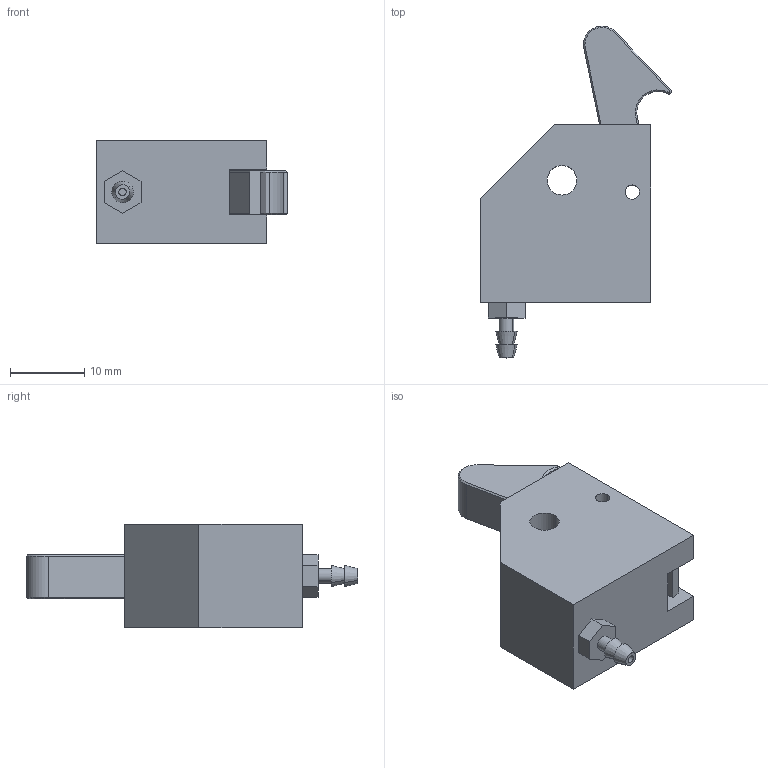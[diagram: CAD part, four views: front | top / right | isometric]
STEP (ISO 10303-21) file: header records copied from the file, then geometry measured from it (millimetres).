
FILE_DESCRIPTION (( 'STEP AP214' ), '1' );
FILE_NAME ('QSO10-3D-A.STEP', '2025-12-16T01:42:49', ( '' ), ( '' ), 'SwSTEP 2.0', 'SolidWorks 2024', '' );
FILE_SCHEMA (( 'AUTOMOTIVE_DESIGN' ));
Length unit declared in the file: millimetre
Products named in the file (4): QSO10-3D-A; ZZB3587 爪子; TJTM3 接头; 零件3
Assembly tree (3 placements, depth 2):
  QSO10-3D-A
    零件3
    TJTM3 接头
    ZZB3587 爪子
Bounding box: 25.78 x 44.86 x 14 mm (x, y, z)
Volume: 6521 mm3; surface area: 3929.2 mm2
Topology: 3 solids, 3 shells, 109 faces, 267 edges, 171 vertices
Faces by surface type: plane 49, cylinder 38, cone 19, bspline 3
Entity records: 4057 total; most frequent: CARTESIAN_POINT 1379, DIRECTION 534, ORIENTED_EDGE 534, EDGE_CURVE 267, AXIS2_PLACEMENT_3D 192, VERTEX_POINT 171, VECTOR 150, LINE 150
